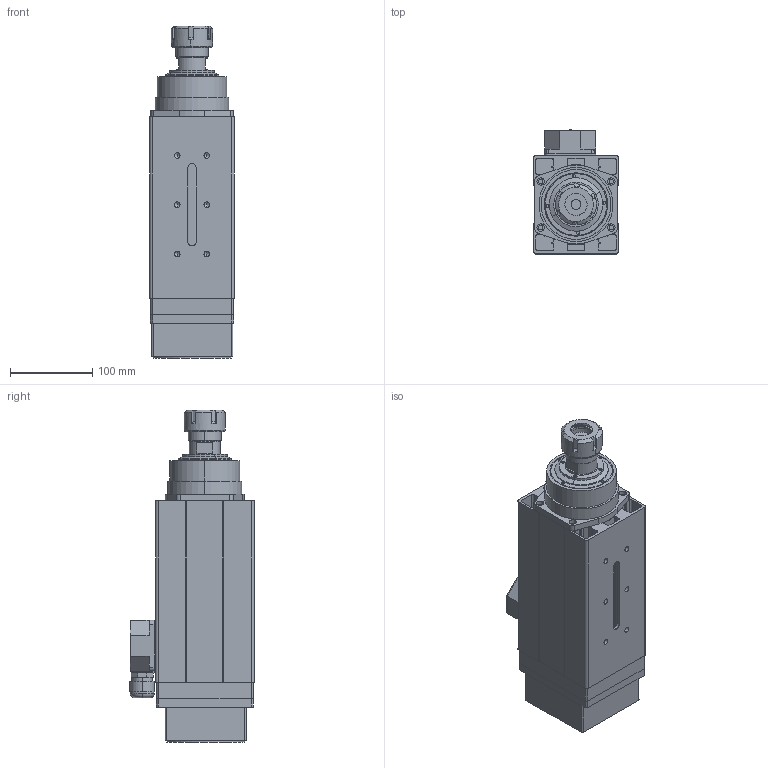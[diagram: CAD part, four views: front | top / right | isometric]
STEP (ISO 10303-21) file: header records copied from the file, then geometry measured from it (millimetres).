
FILE_DESCRIPTION (( 'STEP AP214' ), '1' );
FILE_NAME ('GDF60-18Z-5.5諉盄碟.STEP', '2021-05-27T08:08:47', ( '萇齟' ), ( '' ), 'SwSTEP 2.0', 'SolidWorks 2018', '' );
FILE_SCHEMA (( 'AUTOMOTIVE_DESIGN' ));
Length unit declared in the file: millimetre
Products named in the file (15): GDF46睿60籵蚚堤盄碟62x62-PG13; GDF46睿60籵蚚寡蝶菜62x62; GDF60-18Z-6.0-02 ヶ裔; GDF60-18Z-6.0-07 粣芛; GDF60-18Z-6.0 儂褲祥湍褐; GDF60-18Z-5.5(4.0)瑞欶SLDPRT; 萇埭羲壽M18x1.5PG13.5AD18; ER32樓綠蹟簽; GDF60-18Z-6.0-03 傷裔25; GDF46睿60籵蚚堤盄碟62x62; GDF60-18Z-5.5諉盄碟; 瑞欶結啣; 瑞欶綴結啣; ER32-12 粟俶芠標; GDF60-18Z-6.0-01 躇猾裔
Assembly tree (14 placements, depth 3):
  GDF60-18Z-5.5諉盄碟
    GDF60-18Z-6.0 儂褲祥湍褐
    GDF60-18Z-6.0-03 傷裔25
    GDF60-18Z-6.0-01 躇猾裔
    GDF60-18Z-6.0-07 粣芛
    GDF60-18Z-6.0-02 ヶ裔
    ER32-12 粟俶芠標
    ER32樓綠蹟簽
    瑞欶綴結啣
    瑞欶結啣
    GDF60-18Z-5.5(4.0)瑞欶SLDPRT
    GDF46睿60籵蚚堤盄碟62x62-PG13
      GDF46睿60籵蚚寡蝶菜62x62
      GDF46睿60籵蚚堤盄碟62x62
      萇埭羲壽M18x1.5PG13.5AD18
Bounding box: 103 x 151.3 x 404 mm (x, y, z)
Volume: 2011814 mm3; surface area: 471176 mm2
Topology: 13 solids, 13 shells, 458 faces, 1155 edges, 754 vertices
Faces by surface type: plane 223, cylinder 199, cone 34, torus 2
Entity records: 14699 total; most frequent: DIRECTION 2507, CARTESIAN_POINT 2469, ORIENTED_EDGE 2286, EDGE_CURVE 1143, AXIS2_PLACEMENT_3D 916, VERTEX_POINT 754, VECTOR 675, LINE 675
